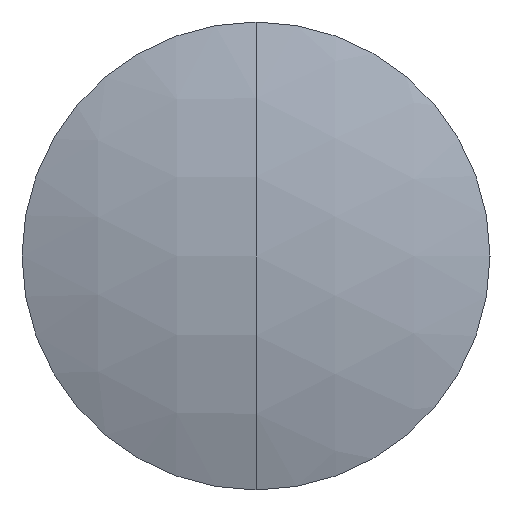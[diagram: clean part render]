
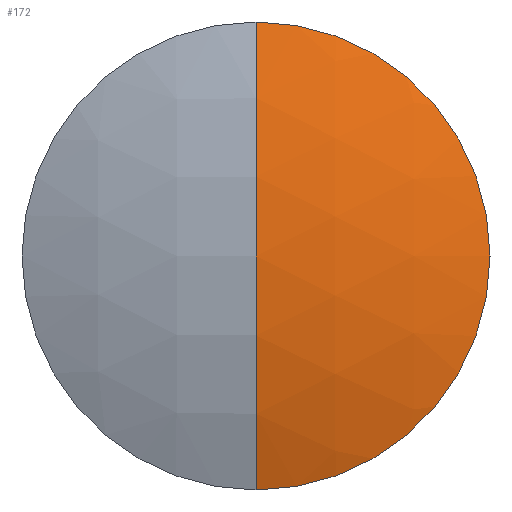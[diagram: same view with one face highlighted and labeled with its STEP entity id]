
A CAD part, left-side view. The second image highlights one B-rep face of the part: STEP entity #172.
In plain terms, the highlighted spherical face has radius 36.9 mm.
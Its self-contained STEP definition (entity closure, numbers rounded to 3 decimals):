
#8 = EDGE_CURVE ( 'NONE', #344, #224, #245, .T. ) ;
#11 = EDGE_LOOP ( 'NONE', ( #237, #134, #220 ) ) ;
#21 = DIRECTION ( 'NONE',  ( 0., -1., 0. ) ) ;
#45 = CIRCLE ( 'NONE', #315, 36.9 ) ;
#85 = AXIS2_PLACEMENT_3D ( 'NONE', #335, #150, #310 ) ;
#86 = EDGE_CURVE ( 'NONE', #89, #344, #218, .T. ) ;
#89 = VERTEX_POINT ( 'NONE', #284 ) ;
#103 = SPHERICAL_SURFACE ( 'NONE', #265, 36.9 ) ;
#120 = DIRECTION ( 'NONE',  ( 0., -1., 0. ) ) ;
#134 = ORIENTED_EDGE ( 'NONE', *, *, #8, .T. ) ;
#137 = FACE_OUTER_BOUND ( 'NONE', #11, .T. ) ;
#150 = DIRECTION ( 'NONE',  ( -1., 0., 0. ) ) ;
#160 = CARTESIAN_POINT ( 'NONE',  ( 300.254, 0., 0. ) ) ;
#172 = ADVANCED_FACE ( 'NONE', ( #137 ), #103, .T. ) ;
#174 = DIRECTION ( 'NONE',  ( 0., 0., -1. ) ) ;
#181 = DIRECTION ( 'NONE',  ( 0., 0., -1. ) ) ;
#205 = CARTESIAN_POINT ( 'NONE',  ( 337.154, 0., 0. ) ) ;
#218 = CIRCLE ( 'NONE', #85, 12.7 ) ;
#220 = ORIENTED_EDGE ( 'NONE', *, *, #251, .F. ) ;
#224 = VERTEX_POINT ( 'NONE', #160 ) ;
#237 = ORIENTED_EDGE ( 'NONE', *, *, #86, .T. ) ;
#238 = CARTESIAN_POINT ( 'NONE',  ( 302.509, 0., 12.7 ) ) ;
#245 = CIRCLE ( 'NONE', #321, 36.9 ) ;
#247 = DIRECTION ( 'NONE',  ( 0., 1., 0. ) ) ;
#251 = EDGE_CURVE ( 'NONE', #89, #224, #45, .T. ) ;
#265 = AXIS2_PLACEMENT_3D ( 'NONE', #330, #120, #174 ) ;
#269 = DIRECTION ( 'NONE',  ( 0., 0., 1. ) ) ;
#284 = CARTESIAN_POINT ( 'NONE',  ( 302.509, 0., -12.7 ) ) ;
#295 = CARTESIAN_POINT ( 'NONE',  ( 337.154, 0., 0. ) ) ;
#310 = DIRECTION ( 'NONE',  ( 0., 0., 1. ) ) ;
#315 = AXIS2_PLACEMENT_3D ( 'NONE', #295, #247, #269 ) ;
#321 = AXIS2_PLACEMENT_3D ( 'NONE', #205, #21, #181 ) ;
#330 = CARTESIAN_POINT ( 'NONE',  ( 337.154, 0., 0. ) ) ;
#335 = CARTESIAN_POINT ( 'NONE',  ( 302.509, 0., 0. ) ) ;
#344 = VERTEX_POINT ( 'NONE', #238 ) ;
